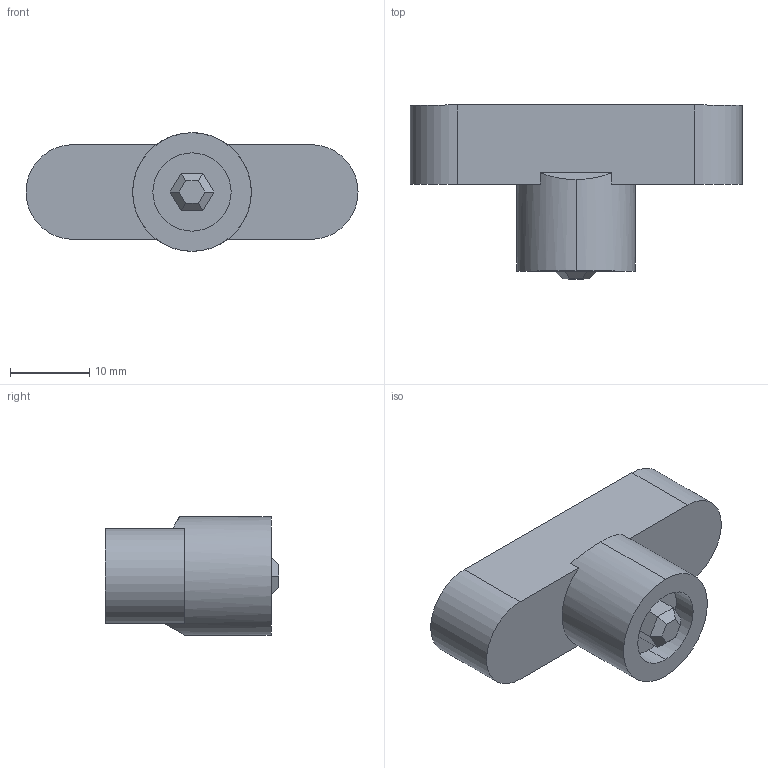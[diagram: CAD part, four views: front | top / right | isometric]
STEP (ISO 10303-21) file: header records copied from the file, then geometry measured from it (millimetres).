
FILE_DESCRIPTION (( 'STEP AP214' ), '1' );
FILE_NAME ('Indicator thumbscrew.STEP', '2024-12-27T12:22:49', ( '' ), ( '' ), 'SwSTEP 2.0', 'SolidWorks 2020', '' );
FILE_SCHEMA (( 'AUTOMOTIVE_DESIGN' ));
Length unit declared in the file: millimetre
Products named in the file (1): Indicator thumbscrew
Bounding box: 42 x 22 x 15 mm (x, y, z)
Volume: 6540 mm3; surface area: 2618.1 mm2
Topology: 1 solids, 1 shells, 29 faces, 69 edges, 44 vertices
Faces by surface type: plane 23, cylinder 6
Entity records: 863 total; most frequent: CARTESIAN_POINT 155, DIRECTION 139, ORIENTED_EDGE 138, EDGE_CURVE 69, VECTOR 51, LINE 51, VERTEX_POINT 44, AXIS2_PLACEMENT_3D 44
